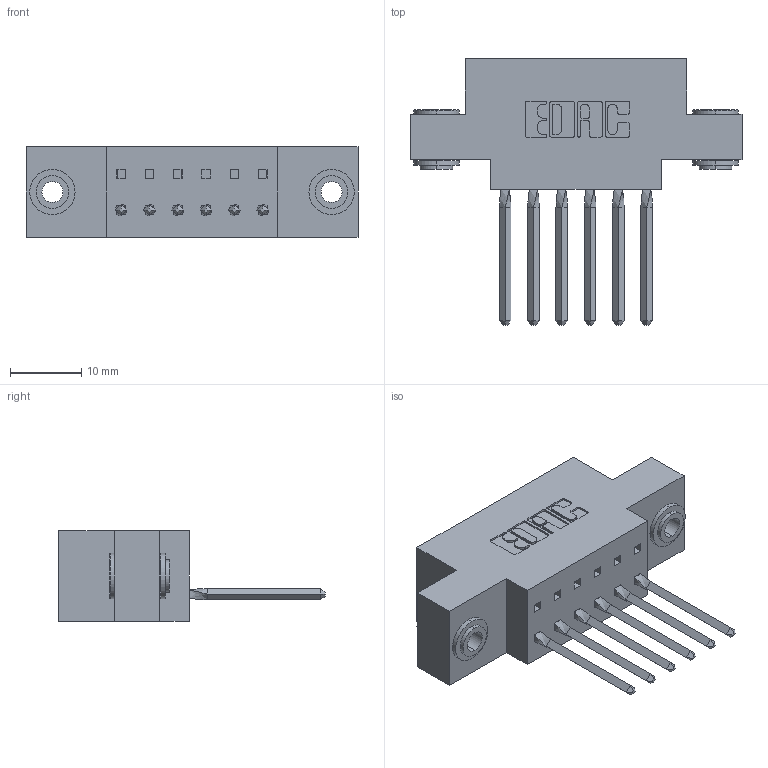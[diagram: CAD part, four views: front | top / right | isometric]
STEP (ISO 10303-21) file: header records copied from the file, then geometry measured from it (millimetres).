
FILE_DESCRIPTION (( 'STEP AP203' ), '1' );
FILE_NAME ('317-006-541-603.STEP', '2020-02-27T12:44:58', ( '' ), ( '' ), 'SwSTEP 2.0', 'SolidWorks 2016', '' );
FILE_SCHEMA (( 'CONFIG_CONTROL_DESIGN' ));
Length unit declared in the file: inch
Products named in the file (4): 345-250-002_345-250-002-102; 317 Part_.156 Dia - TH; 317-290-002_541; 317-006-541-603
Assembly tree (9 placements, depth 2):
  317-006-541-603
    317 Part_.156 Dia - TH
    317-290-002_541  x6
    345-250-002_345-250-002-102  x2
Bounding box: 46.48 x 37.34 x 12.7 mm (x, y, z)
Volume: 6450.3 mm3; surface area: 8129.1 mm2
Topology: 9 solids, 9 shells, 1052 faces, 2955 edges, 1922 vertices
Faces by surface type: plane 812, cylinder 208, bspline 24, cone 8
Entity records: 15701 total; most frequent: CARTESIAN_POINT 3382, ORIENTED_EDGE 2634, DIRECTION 2179, EDGE_CURVE 1317, VECTOR 929, LINE 929, VERTEX_POINT 868, AXIS2_PLACEMENT_3D 625
